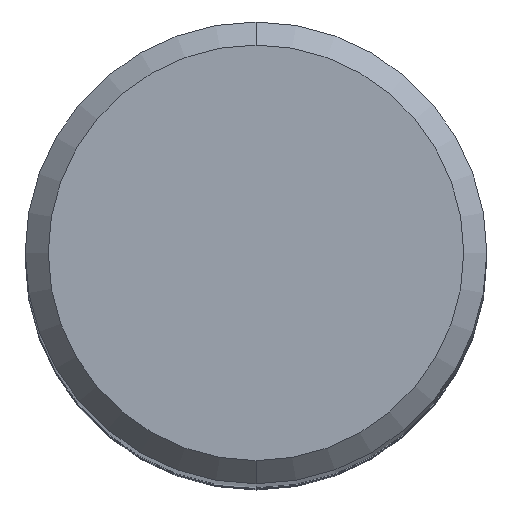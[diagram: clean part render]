
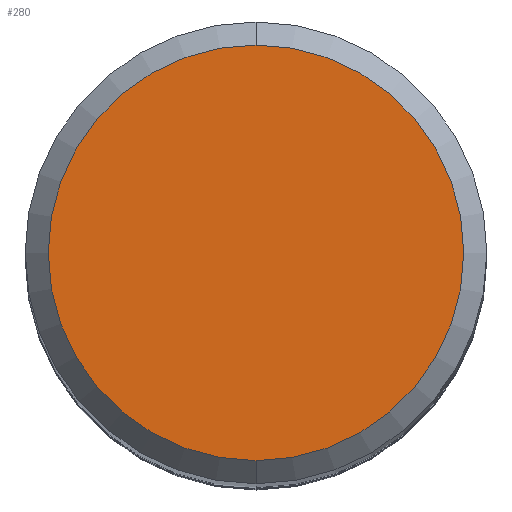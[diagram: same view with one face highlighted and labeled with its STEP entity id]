
A CAD part, top view. The second image highlights one B-rep face of the part: STEP entity #280.
In plain terms, the highlighted planar face has unit normal (0, 0, 1).
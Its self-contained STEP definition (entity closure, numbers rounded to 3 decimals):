
#122=VERTEX_POINT('',#313);
#158=EDGE_CURVE('',#250,#122,#352,.T.);
#184=EDGE_CURVE('',#122,#250,#384,.T.);
#250=VERTEX_POINT('',#458);
#280=ADVANCED_FACE('',(#491),#492,.T.);
#313=CARTESIAN_POINT('',(0.,-3.6,0.0));
#352=CIRCLE('',#571,3.6);
#384=CIRCLE('',#610,3.6);
#458=CARTESIAN_POINT('',(0.0,3.6,0.0));
#491=FACE_OUTER_BOUND('',#744,.T.);
#492=PLANE('',#745);
#571=AXIS2_PLACEMENT_3D('',#801,#802,#803);
#610=AXIS2_PLACEMENT_3D('',#849,#850,#851);
#744=EDGE_LOOP('',(#990,#991));
#745=AXIS2_PLACEMENT_3D('',#992,#993,#994);
#801=CARTESIAN_POINT('',(0.0,0.0,0.0));
#802=DIRECTION('',(0.0,0.0,-1.0));
#803=DIRECTION('',(0.0,1.0,0.0));
#849=CARTESIAN_POINT('',(0.0,0.0,0.0));
#850=DIRECTION('',(0.0,0.0,-1.0));
#851=DIRECTION('',(0.0,1.0,0.0));
#990=ORIENTED_EDGE('',*,*,#158,.F.);
#991=ORIENTED_EDGE('',*,*,#184,.F.);
#992=CARTESIAN_POINT('',(0.0,1.8,0.0));
#993=DIRECTION('',(-0.0,0.0,1.0));
#994=DIRECTION('',(0.0,-1.0,0.0));
